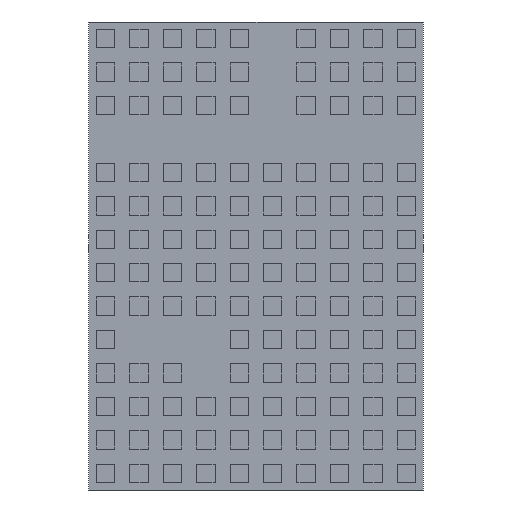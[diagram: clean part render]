
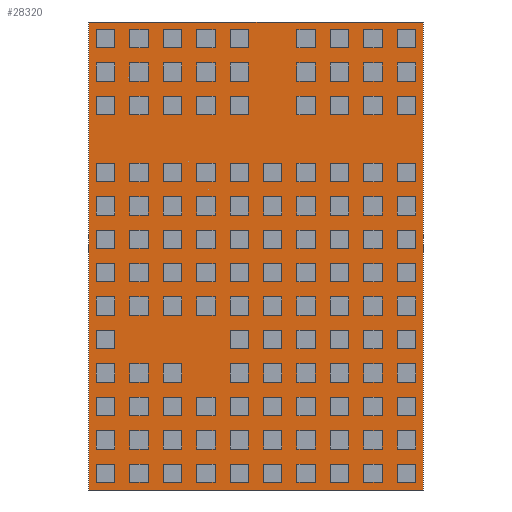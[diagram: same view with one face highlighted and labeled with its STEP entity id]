
A CAD part, front view. The second image highlights one B-rep face of the part: STEP entity #28320.
In plain terms, the highlighted planar face has unit normal (0, -1, 0).
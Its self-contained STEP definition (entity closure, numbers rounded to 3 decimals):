
#3126=FACE_OUTER_BOUND('',#4874,.T.);
#4874=EDGE_LOOP('',(#23317,#23318,#23319,#23320));
#7001=LINE('',#50798,#9873);
#7004=LINE('',#50803,#9876);
#7006=LINE('',#50807,#9878);
#7008=LINE('',#50810,#9880);
#9873=VECTOR('',#32431,10.);
#9876=VECTOR('',#32436,10.);
#9878=VECTOR('',#32440,10.);
#9880=VECTOR('',#32444,10.);
#13081=VERTEX_POINT('',#50796);
#13082=VERTEX_POINT('',#50797);
#13083=VERTEX_POINT('',#50802);
#13084=VERTEX_POINT('',#50806);
#16653=EDGE_CURVE('',#13081,#13082,#7001,.T.);
#16656=EDGE_CURVE('',#13082,#13083,#7004,.T.);
#16658=EDGE_CURVE('',#13083,#13084,#7006,.T.);
#16660=EDGE_CURVE('',#13084,#13081,#7008,.T.);
#23317=ORIENTED_EDGE('',*,*,#16660,.T.);
#23318=ORIENTED_EDGE('',*,*,#16653,.T.);
#23319=ORIENTED_EDGE('',*,*,#16656,.T.);
#23320=ORIENTED_EDGE('',*,*,#16658,.T.);
#26628=PLANE('',#29584);
#28320=ADVANCED_FACE('',(#3126),#26628,.F.);
#29584=AXIS2_PLACEMENT_3D('',#50812,#32447,#32448);
#32431=DIRECTION('',(0.,0.,1.));
#32436=DIRECTION('',(-1.,0.,0.));
#32440=DIRECTION('',(0.,0.,-1.));
#32444=DIRECTION('',(1.,0.,0.));
#32447=DIRECTION('center_axis',(0.,1.,0.));
#32448=DIRECTION('ref_axis',(1.,0.,0.));
#50796=CARTESIAN_POINT('',(5.,0.04,-7.));
#50797=CARTESIAN_POINT('',(5.,0.04,7.));
#50798=CARTESIAN_POINT('',(5.,0.04,-7.));
#50802=CARTESIAN_POINT('',(-5.,0.04,7.));
#50803=CARTESIAN_POINT('',(5.,0.04,7.));
#50806=CARTESIAN_POINT('',(-5.,0.04,-7.));
#50807=CARTESIAN_POINT('',(-5.,0.04,7.));
#50810=CARTESIAN_POINT('',(-5.,0.04,-7.));
#50812=CARTESIAN_POINT('Origin',(0.,0.04,0.));
